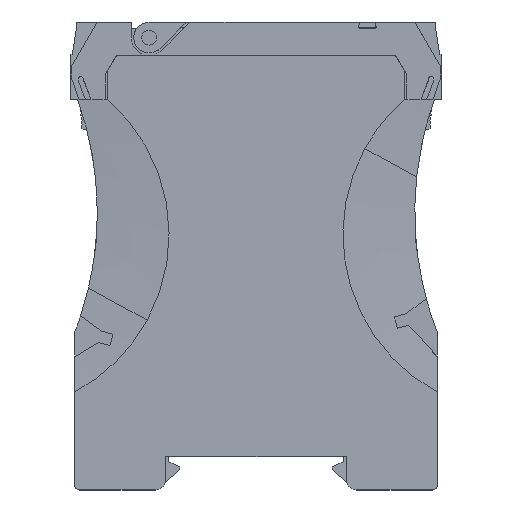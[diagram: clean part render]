
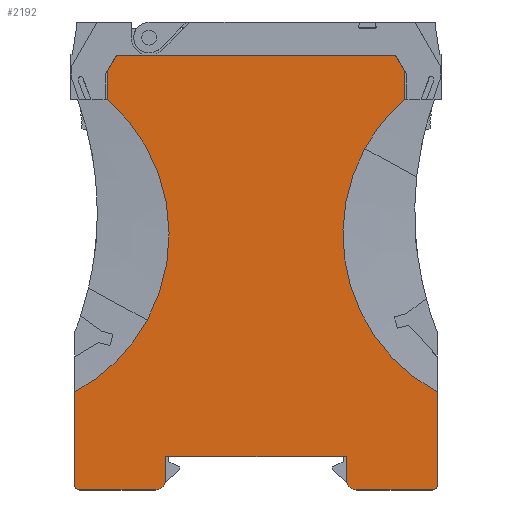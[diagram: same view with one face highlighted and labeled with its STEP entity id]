
A CAD part, left-side view. The second image highlights one B-rep face of the part: STEP entity #2192.
In plain terms, the highlighted planar face has unit normal (-1, 0, 0).
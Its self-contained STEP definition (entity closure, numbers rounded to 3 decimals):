
#2003=AXIS2_PLACEMENT_3D('Circle Axis2P3D',#2001,#2002,$) ;
#2028=AXIS2_PLACEMENT_3D('Plane Axis2P3D',#2025,#2026,#2027) ;
#2032=AXIS2_PLACEMENT_3D('Circle Axis2P3D',#2030,#2031,$) ;
#2041=AXIS2_PLACEMENT_3D('Circle Axis2P3D',#2039,#2040,$) ;
#2055=AXIS2_PLACEMENT_3D('Circle Axis2P3D',#2053,#2054,$) ;
#2069=AXIS2_PLACEMENT_3D('Circle Axis2P3D',#2067,#2068,$) ;
#2097=AXIS2_PLACEMENT_3D('Circle Axis2P3D',#2095,#2096,$) ;
#2111=AXIS2_PLACEMENT_3D('Circle Axis2P3D',#2109,#2110,$) ;
#2125=AXIS2_PLACEMENT_3D('Circle Axis2P3D',#2123,#2124,$) ;
#926=CARTESIAN_POINT('Vertex',(0.,7.22,76.4)) ;
#929=CARTESIAN_POINT('Line Origine',(0.,7.21,76.4)) ;
#933=CARTESIAN_POINT('Vertex',(0.,7.199,76.4)) ;
#2001=CARTESIAN_POINT('Axis2P3D Location',(0.,-15.78,50.)) ;
#2005=CARTESIAN_POINT('Vertex',(0.,14.935,66.78)) ;
#2025=CARTESIAN_POINT('Axis2P3D Location',(0.,0.,0.)) ;
#2030=CARTESIAN_POINT('Axis2P3D Location',(0.,88.22,50.)) ;
#2034=CARTESIAN_POINT('Vertex',(0.,65.241,76.4)) ;
#2036=CARTESIAN_POINT('Vertex',(0.,57.505,33.22)) ;
#2039=CARTESIAN_POINT('Axis2P3D Location',(0.,88.22,50.)) ;
#2043=CARTESIAN_POINT('Vertex',(0.,71.72,19.133)) ;
#2046=CARTESIAN_POINT('Line Origine',(0.,71.72,10.067)) ;
#2050=CARTESIAN_POINT('Vertex',(0.,71.72,1.)) ;
#2053=CARTESIAN_POINT('Axis2P3D Location',(0.,70.72,1.)) ;
#2057=CARTESIAN_POINT('Vertex',(0.,70.72,0.)) ;
#2060=CARTESIAN_POINT('Line Origine',(0.,63.32,0.)) ;
#2064=CARTESIAN_POINT('Vertex',(0.,55.92,0.)) ;
#2067=CARTESIAN_POINT('Axis2P3D Location',(0.,55.92,2.)) ;
#2071=CARTESIAN_POINT('Vertex',(0.,53.92,2.)) ;
#2074=CARTESIAN_POINT('Line Origine',(0.,53.92,4.25)) ;
#2078=CARTESIAN_POINT('Vertex',(0.,53.92,6.5)) ;
#2081=CARTESIAN_POINT('Line Origine',(0.,36.22,6.5)) ;
#2085=CARTESIAN_POINT('Vertex',(0.,18.52,6.5)) ;
#2088=CARTESIAN_POINT('Line Origine',(0.,18.52,4.25)) ;
#2092=CARTESIAN_POINT('Vertex',(0.,18.52,2.)) ;
#2095=CARTESIAN_POINT('Axis2P3D Location',(0.,16.52,2.)) ;
#2099=CARTESIAN_POINT('Vertex',(0.,16.52,0.)) ;
#2102=CARTESIAN_POINT('Line Origine',(0.,9.12,0.)) ;
#2106=CARTESIAN_POINT('Vertex',(0.,1.72,0.)) ;
#2109=CARTESIAN_POINT('Axis2P3D Location',(0.,1.72,1.)) ;
#2113=CARTESIAN_POINT('Vertex',(0.,0.72,1.)) ;
#2116=CARTESIAN_POINT('Line Origine',(0.,0.72,10.067)) ;
#2120=CARTESIAN_POINT('Vertex',(0.,0.72,19.133)) ;
#2123=CARTESIAN_POINT('Axis2P3D Location',(0.,-15.78,50.)) ;
#2128=CARTESIAN_POINT('Line Origine',(0.,7.22,79.182)) ;
#2132=CARTESIAN_POINT('Vertex',(0.,7.22,81.964)) ;
#2135=CARTESIAN_POINT('Line Origine',(0.,8.096,83.482)) ;
#2139=CARTESIAN_POINT('Vertex',(0.,8.973,85.)) ;
#2142=CARTESIAN_POINT('Line Origine',(0.,36.22,85.)) ;
#2146=CARTESIAN_POINT('Vertex',(0.,63.467,85.)) ;
#2149=CARTESIAN_POINT('Line Origine',(0.,64.344,83.482)) ;
#2153=CARTESIAN_POINT('Vertex',(0.,65.22,81.964)) ;
#2156=CARTESIAN_POINT('Line Origine',(0.,65.22,79.182)) ;
#2160=CARTESIAN_POINT('Vertex',(0.,65.22,76.4)) ;
#2163=CARTESIAN_POINT('Line Origine',(0.,65.23,76.4)) ;
#930=DIRECTION('Vector Direction',(0.,-1.,0.)) ;
#2002=DIRECTION('Axis2P3D Direction',(-1.,0.,0.)) ;
#2026=DIRECTION('Axis2P3D Direction',(1.,0.,0.)) ;
#2027=DIRECTION('Axis2P3D XDirection',(0.,1.,0.)) ;
#2031=DIRECTION('Axis2P3D Direction',(1.,0.,0.)) ;
#2040=DIRECTION('Axis2P3D Direction',(1.,0.,0.)) ;
#2047=DIRECTION('Vector Direction',(0.,0.,1.)) ;
#2054=DIRECTION('Axis2P3D Direction',(1.,0.,0.)) ;
#2061=DIRECTION('Vector Direction',(0.,1.,0.)) ;
#2068=DIRECTION('Axis2P3D Direction',(1.,0.,0.)) ;
#2075=DIRECTION('Vector Direction',(0.,0.,-1.)) ;
#2082=DIRECTION('Vector Direction',(0.,-1.,0.)) ;
#2089=DIRECTION('Vector Direction',(0.,0.,-1.)) ;
#2096=DIRECTION('Axis2P3D Direction',(1.,0.,0.)) ;
#2103=DIRECTION('Vector Direction',(0.,-1.,0.)) ;
#2110=DIRECTION('Axis2P3D Direction',(1.,0.,0.)) ;
#2117=DIRECTION('Vector Direction',(0.,0.,1.)) ;
#2124=DIRECTION('Axis2P3D Direction',(1.,0.,0.)) ;
#2129=DIRECTION('Vector Direction',(0.,0.,1.)) ;
#2136=DIRECTION('Vector Direction',(0.,0.5,0.866)) ;
#2143=DIRECTION('Vector Direction',(0.,1.,0.)) ;
#2150=DIRECTION('Vector Direction',(0.,-0.5,0.866)) ;
#2157=DIRECTION('Vector Direction',(0.,0.,1.)) ;
#2164=DIRECTION('Vector Direction',(0.,1.,0.)) ;
#931=VECTOR('Line Direction',#930,1.) ;
#2048=VECTOR('Line Direction',#2047,1.) ;
#2062=VECTOR('Line Direction',#2061,1.) ;
#2076=VECTOR('Line Direction',#2075,1.) ;
#2083=VECTOR('Line Direction',#2082,1.) ;
#2090=VECTOR('Line Direction',#2089,1.) ;
#2104=VECTOR('Line Direction',#2103,1.) ;
#2118=VECTOR('Line Direction',#2117,1.) ;
#2130=VECTOR('Line Direction',#2129,1.) ;
#2137=VECTOR('Line Direction',#2136,1.) ;
#2144=VECTOR('Line Direction',#2143,1.) ;
#2151=VECTOR('Line Direction',#2150,1.) ;
#2158=VECTOR('Line Direction',#2157,1.) ;
#2165=VECTOR('Line Direction',#2164,1.) ;
#2169=ORIENTED_EDGE('',*,*,#2038,.T.) ;
#2170=ORIENTED_EDGE('',*,*,#2045,.T.) ;
#2171=ORIENTED_EDGE('',*,*,#2052,.F.) ;
#2172=ORIENTED_EDGE('',*,*,#2059,.F.) ;
#2173=ORIENTED_EDGE('',*,*,#2066,.F.) ;
#2174=ORIENTED_EDGE('',*,*,#2073,.F.) ;
#2175=ORIENTED_EDGE('',*,*,#2080,.F.) ;
#2176=ORIENTED_EDGE('',*,*,#2087,.F.) ;
#2177=ORIENTED_EDGE('',*,*,#2094,.F.) ;
#2178=ORIENTED_EDGE('',*,*,#2101,.F.) ;
#2179=ORIENTED_EDGE('',*,*,#2108,.F.) ;
#2180=ORIENTED_EDGE('',*,*,#2115,.F.) ;
#2181=ORIENTED_EDGE('',*,*,#2122,.F.) ;
#2182=ORIENTED_EDGE('',*,*,#2127,.T.) ;
#2183=ORIENTED_EDGE('',*,*,#2007,.T.) ;
#2184=ORIENTED_EDGE('',*,*,#935,.F.) ;
#2185=ORIENTED_EDGE('',*,*,#2134,.F.) ;
#2186=ORIENTED_EDGE('',*,*,#2141,.F.) ;
#2187=ORIENTED_EDGE('',*,*,#2148,.F.) ;
#2188=ORIENTED_EDGE('',*,*,#2155,.F.) ;
#2189=ORIENTED_EDGE('',*,*,#2162,.F.) ;
#2190=ORIENTED_EDGE('',*,*,#2167,.F.) ;
#2192=ADVANCED_FACE('WAVEFILTER',(#2191),#2029,.F.) ;
#2004=CIRCLE('generated circle',#2003,35.) ;
#2033=CIRCLE('generated circle',#2032,35.) ;
#2042=CIRCLE('generated circle',#2041,35.) ;
#2056=CIRCLE('generated circle',#2055,1.) ;
#2070=CIRCLE('generated circle',#2069,2.) ;
#2098=CIRCLE('generated circle',#2097,2.) ;
#2112=CIRCLE('generated circle',#2111,1.) ;
#2126=CIRCLE('generated circle',#2125,35.) ;
#935=EDGE_CURVE('',#927,#934,#932,.T.) ;
#2007=EDGE_CURVE('',#2006,#934,#2004,.F.) ;
#2038=EDGE_CURVE('',#2035,#2037,#2033,.T.) ;
#2045=EDGE_CURVE('',#2037,#2044,#2042,.T.) ;
#2052=EDGE_CURVE('',#2051,#2044,#2049,.T.) ;
#2059=EDGE_CURVE('',#2058,#2051,#2056,.T.) ;
#2066=EDGE_CURVE('',#2065,#2058,#2063,.T.) ;
#2073=EDGE_CURVE('',#2072,#2065,#2070,.T.) ;
#2080=EDGE_CURVE('',#2079,#2072,#2077,.T.) ;
#2087=EDGE_CURVE('',#2086,#2079,#2084,.F.) ;
#2094=EDGE_CURVE('',#2093,#2086,#2091,.F.) ;
#2101=EDGE_CURVE('',#2100,#2093,#2098,.T.) ;
#2108=EDGE_CURVE('',#2107,#2100,#2105,.F.) ;
#2115=EDGE_CURVE('',#2114,#2107,#2112,.T.) ;
#2122=EDGE_CURVE('',#2121,#2114,#2119,.F.) ;
#2127=EDGE_CURVE('',#2121,#2006,#2126,.T.) ;
#2134=EDGE_CURVE('',#2133,#927,#2131,.F.) ;
#2141=EDGE_CURVE('',#2140,#2133,#2138,.F.) ;
#2148=EDGE_CURVE('',#2147,#2140,#2145,.F.) ;
#2155=EDGE_CURVE('',#2154,#2147,#2152,.T.) ;
#2162=EDGE_CURVE('',#2161,#2154,#2159,.T.) ;
#2167=EDGE_CURVE('',#2035,#2161,#2166,.F.) ;
#2168=EDGE_LOOP('',(#2169,#2170,#2171,#2172,#2173,#2174,#2175,#2176,#2177,#2178,#2179,#2180,#2181,#2182,#2183,#2184,#2185,#2186,#2187,#2188,#2189,#2190)) ;
#2191=FACE_OUTER_BOUND('',#2168,.T.) ;
#932=LINE('Line',#929,#931) ;
#2049=LINE('Line',#2046,#2048) ;
#2063=LINE('Line',#2060,#2062) ;
#2077=LINE('Line',#2074,#2076) ;
#2084=LINE('Line',#2081,#2083) ;
#2091=LINE('Line',#2088,#2090) ;
#2105=LINE('Line',#2102,#2104) ;
#2119=LINE('Line',#2116,#2118) ;
#2131=LINE('Line',#2128,#2130) ;
#2138=LINE('Line',#2135,#2137) ;
#2145=LINE('Line',#2142,#2144) ;
#2152=LINE('Line',#2149,#2151) ;
#2159=LINE('Line',#2156,#2158) ;
#2166=LINE('Line',#2163,#2165) ;
#2029=PLANE('',#2028) ;
#927=VERTEX_POINT('',#926) ;
#934=VERTEX_POINT('',#933) ;
#2006=VERTEX_POINT('',#2005) ;
#2035=VERTEX_POINT('',#2034) ;
#2037=VERTEX_POINT('',#2036) ;
#2044=VERTEX_POINT('',#2043) ;
#2051=VERTEX_POINT('',#2050) ;
#2058=VERTEX_POINT('',#2057) ;
#2065=VERTEX_POINT('',#2064) ;
#2072=VERTEX_POINT('',#2071) ;
#2079=VERTEX_POINT('',#2078) ;
#2086=VERTEX_POINT('',#2085) ;
#2093=VERTEX_POINT('',#2092) ;
#2100=VERTEX_POINT('',#2099) ;
#2107=VERTEX_POINT('',#2106) ;
#2114=VERTEX_POINT('',#2113) ;
#2121=VERTEX_POINT('',#2120) ;
#2133=VERTEX_POINT('',#2132) ;
#2140=VERTEX_POINT('',#2139) ;
#2147=VERTEX_POINT('',#2146) ;
#2154=VERTEX_POINT('',#2153) ;
#2161=VERTEX_POINT('',#2160) ;
